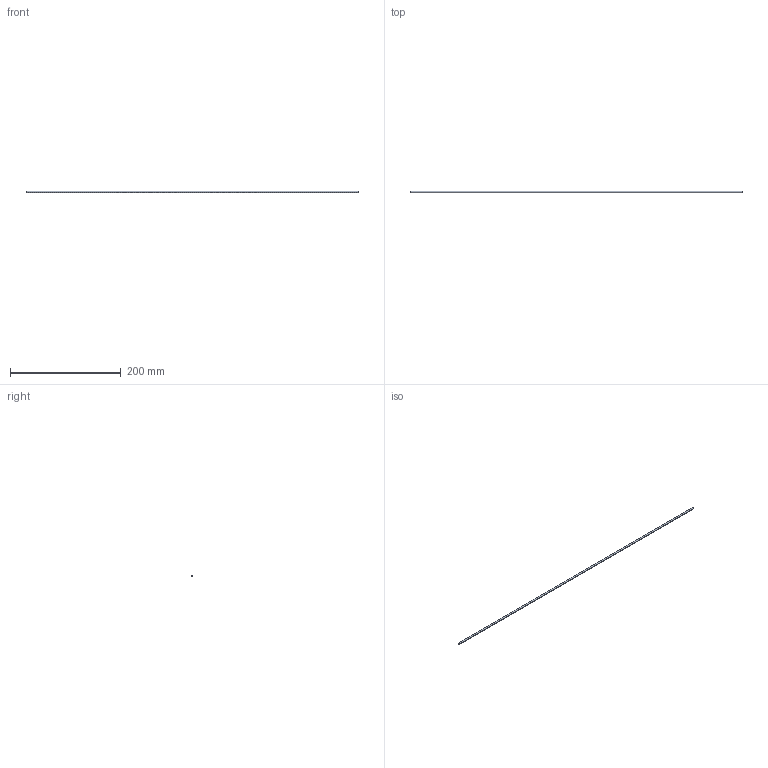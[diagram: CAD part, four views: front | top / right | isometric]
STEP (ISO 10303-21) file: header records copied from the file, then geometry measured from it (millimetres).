
FILE_DESCRIPTION( ( '' ), '1' );
FILE_NAME( 've_030______600__2_14b.stp', '2008-11-28T11:40:14', ( '' ), ( '' ), ' ', ' ', ' ' );
FILE_SCHEMA( ( 'automotive_design' ) );
Length unit declared in the file: millimetre
Products named in the file (1): 1
Bounding box: 600 x 3 x 3 mm (x, y, z)
Volume: 4241.2 mm3; surface area: 5669 mm2
Topology: 1 solids, 1 shells, 4 faces, 6 edges, 4 vertices
Faces by surface type: cylinder 2, plane 2
Entity records: 200 total; most frequent: DIRECTION 20, STYLED_ITEM 15, PRESENTATION_STYLE_ASSIGNMENT 15, CARTESIAN_POINT 15, COLOUR_RGB 15, ORIENTED_EDGE 12, AXIS2_PLACEMENT_3D 9, EDGE_CURVE 6
